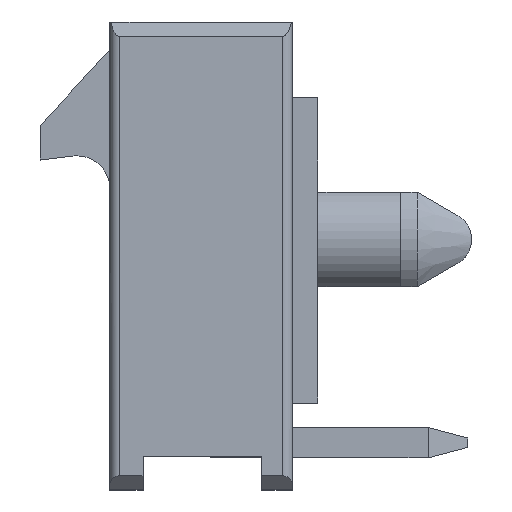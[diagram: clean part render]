
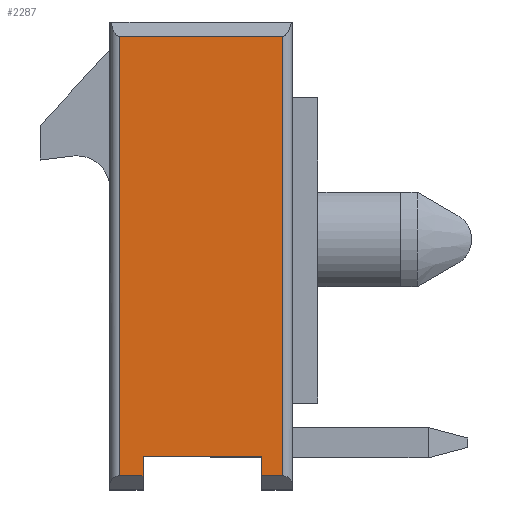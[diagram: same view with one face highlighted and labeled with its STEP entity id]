
A CAD part, left-side view. The second image highlights one B-rep face of the part: STEP entity #2287.
In plain terms, the highlighted planar face has unit normal (-1, 0, 0).
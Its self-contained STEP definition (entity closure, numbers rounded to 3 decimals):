
#51 = DIRECTION ( 'NONE',  ( 1., 0., 0. ) ) ;
#130 = ORIENTED_EDGE ( 'NONE', *, *, #7478, .T. ) ;
#175 = VECTOR ( 'NONE', #971, 1000. ) ;
#760 = CARTESIAN_POINT ( 'NONE',  ( -9.425, 30.092, 4.6 ) ) ;
#821 = PLANE ( 'NONE',  #2631 ) ;
#971 = DIRECTION ( 'NONE',  ( 0., 0., -1. ) ) ;
#1145 = CARTESIAN_POINT ( 'NONE',  ( -9.425, 0.74, 4.3 ) ) ;
#1346 = EDGE_LOOP ( 'NONE', ( #4666, #6221, #7839, #7794, #130, #1770, #3651, #6257 ) ) ;
#1442 = VERTEX_POINT ( 'NONE', #1145 ) ;
#1476 = VERTEX_POINT ( 'NONE', #5943 ) ;
#1630 = CARTESIAN_POINT ( 'NONE',  ( -9.425, 0.74, -5. ) ) ;
#1770 = ORIENTED_EDGE ( 'NONE', *, *, #8348, .T. ) ;
#1969 = VERTEX_POINT ( 'NONE', #2346 ) ;
#2097 = VECTOR ( 'NONE', #4465, 1000. ) ;
#2182 = DIRECTION ( 'NONE',  ( 0., 1., 0. ) ) ;
#2287 = ADVANCED_FACE ( 'NONE', ( #5108 ), #821, .F. ) ;
#2313 = CARTESIAN_POINT ( 'NONE',  ( -9.425, 0.54, -5. ) ) ;
#2333 = EDGE_CURVE ( 'NONE', #5172, #5900, #8102, .T. ) ;
#2346 = CARTESIAN_POINT ( 'NONE',  ( -9.425, 4.2, 4.3 ) ) ;
#2631 = AXIS2_PLACEMENT_3D ( 'NONE', #760, #51, #5702 ) ;
#2693 = VERTEX_POINT ( 'NONE', #4852 ) ;
#2775 = VECTOR ( 'NONE', #3408, 1000. ) ;
#2792 = LINE ( 'NONE', #5959, #2808 ) ;
#2808 = VECTOR ( 'NONE', #3768, 1000. ) ;
#2856 = CARTESIAN_POINT ( 'NONE',  ( -9.425, 4.2, -5. ) ) ;
#2911 = VECTOR ( 'NONE', #2182, 1000. ) ;
#3141 = VECTOR ( 'NONE', #4534, 1000. ) ;
#3155 = LINE ( 'NONE', #2313, #3141 ) ;
#3408 = DIRECTION ( 'NONE',  ( 0., -1., 0. ) ) ;
#3475 = CARTESIAN_POINT ( 'NONE',  ( -9.425, 0.54, 4.3 ) ) ;
#3651 = ORIENTED_EDGE ( 'NONE', *, *, #8676, .T. ) ;
#3743 = EDGE_CURVE ( 'NONE', #1442, #1969, #5895, .T. ) ;
#3758 = EDGE_CURVE ( 'NONE', #1969, #8854, #2792, .T. ) ;
#3768 = DIRECTION ( 'NONE',  ( 0., 0., -1. ) ) ;
#3775 = CARTESIAN_POINT ( 'NONE',  ( -9.425, 0.54, -5. ) ) ;
#3952 = EDGE_CURVE ( 'NONE', #2693, #8854, #3155, .T. ) ;
#4091 = CARTESIAN_POINT ( 'NONE',  ( -9.425, 1.19, -4.6 ) ) ;
#4158 = CARTESIAN_POINT ( 'NONE',  ( -9.425, 1.19, -4.6 ) ) ;
#4298 = LINE ( 'NONE', #6566, #4554 ) ;
#4465 = DIRECTION ( 'NONE',  ( 0., 1., 0. ) ) ;
#4534 = DIRECTION ( 'NONE',  ( 0., 1., 0. ) ) ;
#4554 = VECTOR ( 'NONE', #7963, 1000. ) ;
#4666 = ORIENTED_EDGE ( 'NONE', *, *, #8065, .T. ) ;
#4852 = CARTESIAN_POINT ( 'NONE',  ( -9.425, 3.7, -5. ) ) ;
#5108 = FACE_OUTER_BOUND ( 'NONE', #1346, .T. ) ;
#5128 = VECTOR ( 'NONE', #8908, 1000. ) ;
#5172 = VERTEX_POINT ( 'NONE', #1630 ) ;
#5307 = LINE ( 'NONE', #6728, #5128 ) ;
#5702 = DIRECTION ( 'NONE',  ( 0., 0., -1. ) ) ;
#5790 = CARTESIAN_POINT ( 'NONE',  ( -9.425, 1.19, -5. ) ) ;
#5895 = LINE ( 'NONE', #3475, #2911 ) ;
#5900 = VERTEX_POINT ( 'NONE', #5790 ) ;
#5943 = CARTESIAN_POINT ( 'NONE',  ( -9.425, 3.7, -4.6 ) ) ;
#5959 = CARTESIAN_POINT ( 'NONE',  ( -9.425, 4.2, -5.3 ) ) ;
#6198 = LINE ( 'NONE', #6713, #175 ) ;
#6221 = ORIENTED_EDGE ( 'NONE', *, *, #3743, .T. ) ;
#6249 = VERTEX_POINT ( 'NONE', #4158 ) ;
#6257 = ORIENTED_EDGE ( 'NONE', *, *, #2333, .F. ) ;
#6566 = CARTESIAN_POINT ( 'NONE',  ( -9.425, 3.7, -4.6 ) ) ;
#6713 = CARTESIAN_POINT ( 'NONE',  ( -9.425, 1.19, -4.6 ) ) ;
#6728 = CARTESIAN_POINT ( 'NONE',  ( -9.425, 0.74, 4.6 ) ) ;
#7478 = EDGE_CURVE ( 'NONE', #2693, #1476, #4298, .T. ) ;
#7794 = ORIENTED_EDGE ( 'NONE', *, *, #3952, .F. ) ;
#7839 = ORIENTED_EDGE ( 'NONE', *, *, #3758, .T. ) ;
#7963 = DIRECTION ( 'NONE',  ( 0., 0., 1. ) ) ;
#8065 = EDGE_CURVE ( 'NONE', #5172, #1442, #5307, .T. ) ;
#8102 = LINE ( 'NONE', #3775, #2097 ) ;
#8348 = EDGE_CURVE ( 'NONE', #1476, #6249, #9061, .T. ) ;
#8676 = EDGE_CURVE ( 'NONE', #6249, #5900, #6198, .T. ) ;
#8854 = VERTEX_POINT ( 'NONE', #2856 ) ;
#8908 = DIRECTION ( 'NONE',  ( 0., 0., 1. ) ) ;
#9061 = LINE ( 'NONE', #4091, #2775 ) ;
